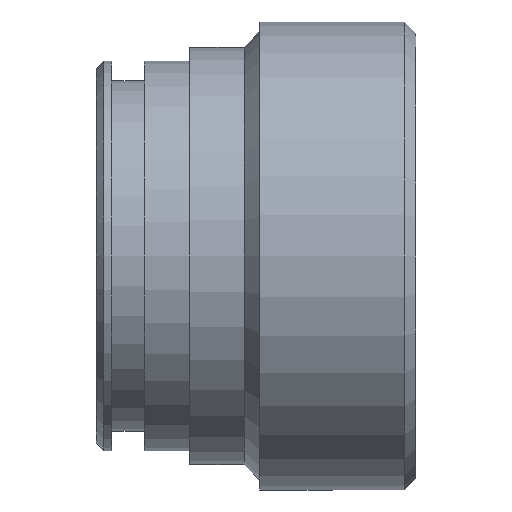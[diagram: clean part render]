
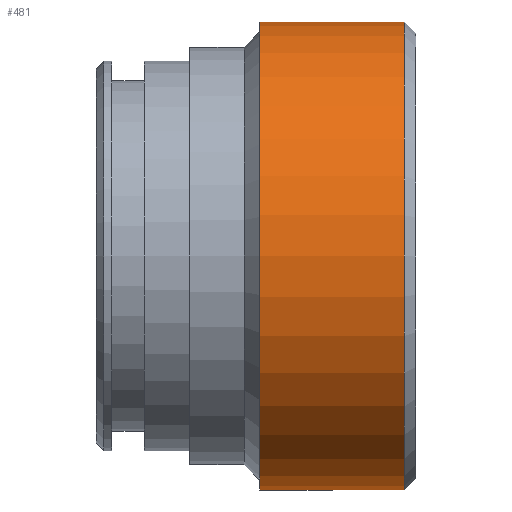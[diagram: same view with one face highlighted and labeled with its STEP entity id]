
A CAD part, front view. The second image highlights one B-rep face of the part: STEP entity #481.
In plain terms, the highlighted cylindrical face has radius 30 mm (diameter 60 mm), a partial arc.
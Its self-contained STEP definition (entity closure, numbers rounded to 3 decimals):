
#34 = CARTESIAN_POINT ( 'NONE',  ( 39.5, 0., 30. ) ) ;
#35 = CARTESIAN_POINT ( 'NONE',  ( 21., 0., -30. ) ) ;
#36 = CARTESIAN_POINT ( 'NONE',  ( 39.5, 0., -30. ) ) ;
#53 = CARTESIAN_POINT ( 'NONE',  ( 21., 0., 30. ) ) ;
#228 = DIRECTION ( 'NONE',  ( -1., 0., 0. ) ) ;
#232 = DIRECTION ( 'NONE',  ( 0., 0., 1. ) ) ;
#233 = CARTESIAN_POINT ( 'NONE',  ( 0., 0., 0. ) ) ;
#270 = DIRECTION ( 'NONE',  ( 0., 0., 1. ) ) ;
#272 = DIRECTION ( 'NONE',  ( -1., 0., 0. ) ) ;
#273 = CARTESIAN_POINT ( 'NONE',  ( 39.5, 0., 0. ) ) ;
#276 = DIRECTION ( 'NONE',  ( 0., 0., 1. ) ) ;
#277 = DIRECTION ( 'NONE',  ( -1., 0., 0. ) ) ;
#280 = CARTESIAN_POINT ( 'NONE',  ( 21., 0., 0. ) ) ;
#361 = AXIS2_PLACEMENT_3D ( 'NONE', #233, #228, #232 ) ;
#371 = AXIS2_PLACEMENT_3D ( 'NONE', #273, #272, #270 ) ;
#372 = AXIS2_PLACEMENT_3D ( 'NONE', #280, #277, #276 ) ;
#437 = EDGE_CURVE ( 'NONE', #879, #880, #797, .T. ) ;
#439 = EDGE_CURVE ( 'NONE', #881, #866, #794, .T. ) ;
#470 = EDGE_CURVE ( 'NONE', #880, #866, #747, .T. ) ;
#471 = EDGE_CURVE ( 'NONE', #879, #881, #746, .T. ) ;
#481 = ADVANCED_FACE ( 'NONE', ( #761 ), #732, .T. ) ;
#551 = CARTESIAN_POINT ( 'NONE',  ( 0., 0., 30. ) ) ;
#553 = DIRECTION ( 'NONE',  ( -1., 0., 0. ) ) ;
#554 = DIRECTION ( 'NONE',  ( -1., 0., 0. ) ) ;
#562 = CARTESIAN_POINT ( 'NONE',  ( 0., 0., -30. ) ) ;
#732 = CYLINDRICAL_SURFACE ( 'NONE', #361, 30. ) ;
#746 = CIRCLE ( 'NONE', #371, 30. ) ;
#747 = CIRCLE ( 'NONE', #372, 30. ) ;
#761 = FACE_OUTER_BOUND ( 'NONE', #922, .T. ) ;
#788 = VECTOR ( 'NONE', #554, 1000. ) ;
#791 = VECTOR ( 'NONE', #553, 1000. ) ;
#794 = LINE ( 'NONE', #551, #788 ) ;
#797 = LINE ( 'NONE', #562, #791 ) ;
#866 = VERTEX_POINT ( 'NONE', #53 ) ;
#879 = VERTEX_POINT ( 'NONE', #36 ) ;
#880 = VERTEX_POINT ( 'NONE', #35 ) ;
#881 = VERTEX_POINT ( 'NONE', #34 ) ;
#922 = EDGE_LOOP ( 'NONE', ( #1039, #1040, #1041, #1042 ) ) ;
#1039 = ORIENTED_EDGE ( 'NONE', *, *, #437, .F. ) ;
#1040 = ORIENTED_EDGE ( 'NONE', *, *, #471, .T. ) ;
#1041 = ORIENTED_EDGE ( 'NONE', *, *, #439, .T. ) ;
#1042 = ORIENTED_EDGE ( 'NONE', *, *, #470, .F. ) ;
